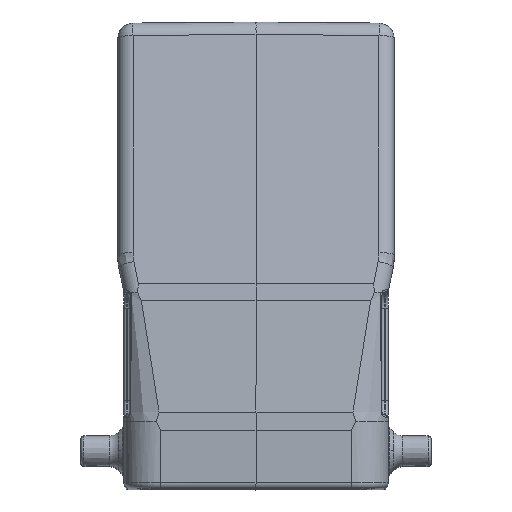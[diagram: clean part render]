
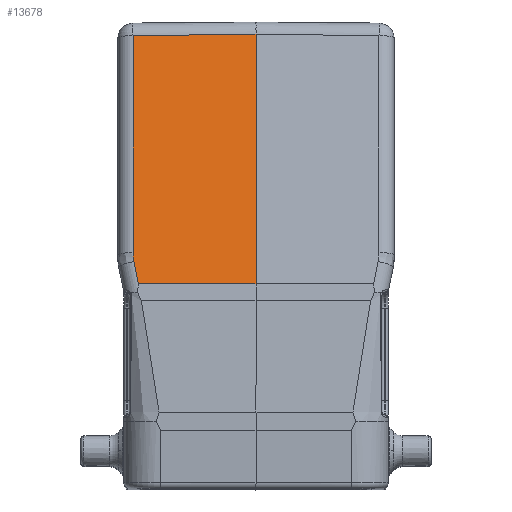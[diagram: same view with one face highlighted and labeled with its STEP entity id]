
A CAD part, top view. The second image highlights one B-rep face of the part: STEP entity #13678.
In plain terms, the highlighted planar face has unit normal (-0.009, 0.19, 0.982).
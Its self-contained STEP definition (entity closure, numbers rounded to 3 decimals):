
#1050=CARTESIAN_POINT('',(0.,19.39,49.891));
#1052=DIRECTION('',(-1.,0.,-0.009));
#1053=VECTOR('',#1052,19.147);
#1054=CARTESIAN_POINT('',(0.,-21.241,
57.74));
#1055=LINE('',#1054,#1053);
#1056=DIRECTION('',(-0.193,0.963,-0.188));
#1057=VECTOR('',#1056,3.79);
#1058=CARTESIAN_POINT('',(-19.146,-21.241,
57.57));
#1059=LINE('',#1058,#1057);
#1060=CARTESIAN_POINT('',(-19.876,-17.591,
56.859));
#1061=CARTESIAN_POINT('',(-19.973,-17.107,
56.764));
#1062=CARTESIAN_POINT('',(-20.022,-16.614,
56.669));
#1063=CARTESIAN_POINT('',(-20.022,-16.12,
56.573));
#1065=DIRECTION('',(1.,0.009,0.007));
#1066=VECTOR('',#1065,20.023);
#1067=CARTESIAN_POINT('',(-20.022,19.215,49.747));
#1068=LINE('',#1067,#1066);
#1069=DIRECTION('',(0.,-0.982,0.19));
#1070=VECTOR('',#1069,41.382);
#1071=CARTESIAN_POINT('',(0.,19.39,49.891));
#1072=LINE('',#1071,#1070);
#1463=DIRECTION('',(0.,-0.982,0.19));
#1464=VECTOR('',#1463,35.988);
#1465=CARTESIAN_POINT('',(-20.022,19.215,49.747));
#1466=LINE('',#1465,#1464);
#9784=VERTEX_POINT('',#1050);
#9785=CARTESIAN_POINT('',(-20.022,19.215,49.747));
#9786=VERTEX_POINT('',#9785);
#9844=CARTESIAN_POINT('',(-20.022,-16.12,
56.573));
#9845=VERTEX_POINT('',#9844);
#9848=CARTESIAN_POINT('',(0.,-21.241,
57.74));
#9849=CARTESIAN_POINT('',(-19.146,-21.241,
57.57));
#9850=VERTEX_POINT('',#9848);
#9851=VERTEX_POINT('',#9849);
#9852=CARTESIAN_POINT('',(-19.876,-17.591,
56.859));
#9853=VERTEX_POINT('',#9852);
#13660=CARTESIAN_POINT('',(0.,-22.585,58.));
#13661=DIRECTION('',(-0.009,0.19,0.982));
#13662=DIRECTION('',(0.,-0.982,0.19));
#13663=AXIS2_PLACEMENT_3D('',#13660,#13661,#13662);
#13664=PLANE('',#13663);
#13666=ORIENTED_EDGE('',*,*,#13665,.T.);
#13668=ORIENTED_EDGE('',*,*,#13667,.T.);
#13670=ORIENTED_EDGE('',*,*,#13669,.T.);
#13672=ORIENTED_EDGE('',*,*,#13671,.F.);
#13673=ORIENTED_EDGE('',*,*,#13653,.T.);
#13675=ORIENTED_EDGE('',*,*,#13674,.T.);
#13676=EDGE_LOOP('',(#13666,#13668,#13670,#13672,#13673,#13675));
#13677=FACE_OUTER_BOUND('',#13676,.F.);
#13678=ADVANCED_FACE('',(#13677),#13664,.T.);
#1064=B_SPLINE_CURVE_WITH_KNOTS('',3,(#1060,#1061,#1062,#1063),.UNSPECIFIED.,
.F.,.F.,(4,4),(0.,1.),.UNSPECIFIED.);
#13653=EDGE_CURVE('',#9786,#9784,#1068,.T.);
#13665=EDGE_CURVE('',#9850,#9851,#1055,.T.);
#13667=EDGE_CURVE('',#9851,#9853,#1059,.T.);
#13669=EDGE_CURVE('',#9853,#9845,#1064,.T.);
#13671=EDGE_CURVE('',#9786,#9845,#1466,.T.);
#13674=EDGE_CURVE('',#9784,#9850,#1072,.T.);
